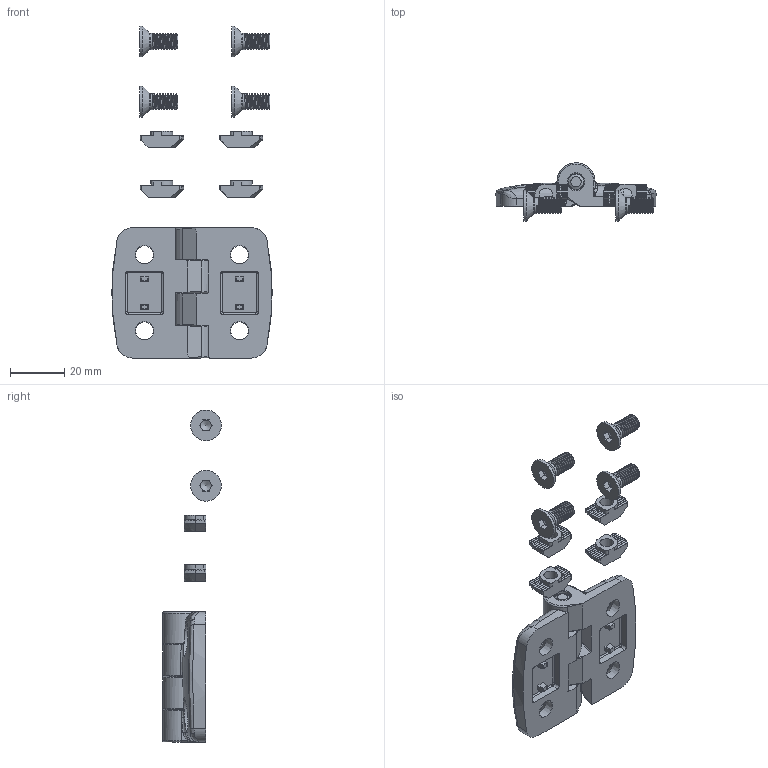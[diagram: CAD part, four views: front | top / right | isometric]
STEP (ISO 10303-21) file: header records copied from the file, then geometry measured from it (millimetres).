
FILE_DESCRIPTION(/* description */ (''),/* implementation_level */ '2;1');
FILE_NAME(/* name */ '1025806.stp',/* time_stamp */ '2024-07-24T08:33:02+02:00',/* author */ ('Bo'),/* organization */ (''),/* preprocessor_version */ 'ST-DEVELOPER v20',/* originating_system */ 'Autodesk Inventor 2025',/* authorisation */ '');
FILE_SCHEMA (('AUTOMOTIVE_DESIGN { 1 0 10303 214 3 1 1 }'));
Length unit declared in the file: millimetre
Products named in the file (11): 1025806; 1025806-1; 1025806-10; 1025806-11; 1025806-12; 1025806-13; 1025806-14; 1025806-15; 1025806-16; 1025806-2; 1025806-6
Assembly tree (16 placements, depth 3):
  1025806
    1025806-1
      1025806-10
      1025806-11
      1025806-12
      1025806-13
      1025806-14
      1025806-15
      1025806-16
    1025806-2  x4
    1025806-6  x4
Bounding box: 59 x 21.62 x 122.27 mm (x, y, z)
Volume: 23948.6 mm3; surface area: 17590.4 mm2
Topology: 15 solids, 15 shells, 954 faces, 2524 edges, 1590 vertices
Faces by surface type: plane 456, cylinder 321, bspline 100, cone 56, torus 21
Full cylindrical faces by diameter (mm): 4.917 x32, 5 x4, 6 x35, 7.6 x4, 11.34 x4, 13 x4
Entity records: 26990 total; most frequent: CARTESIAN_POINT 12321, ORIENTED_EDGE 3104, DIRECTION 2929, EDGE_CURVE 1552, AXIS2_PLACEMENT_3D 1111, VERTEX_POINT 966, LINE 707, VECTOR 707
